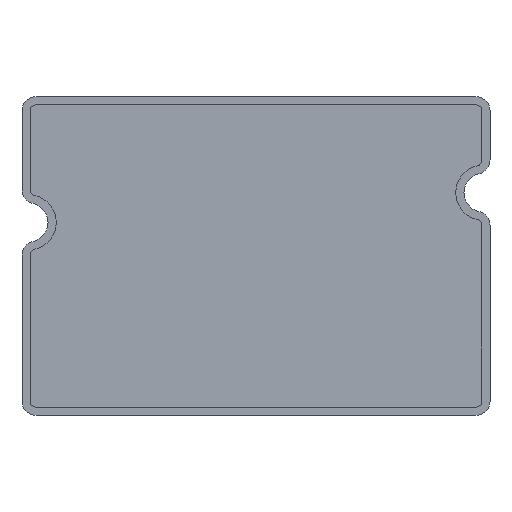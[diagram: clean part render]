
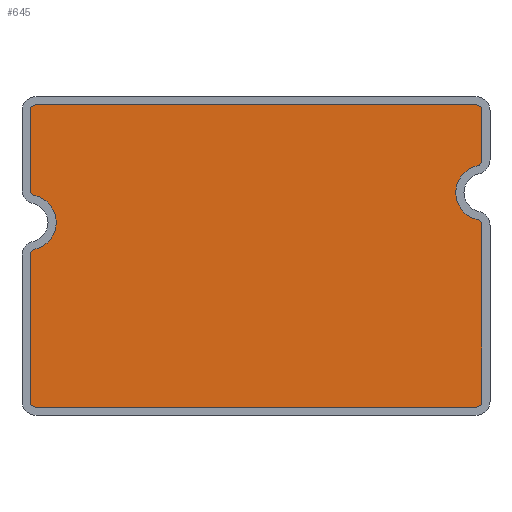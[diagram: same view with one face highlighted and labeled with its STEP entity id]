
A CAD part, top view. The second image highlights one B-rep face of the part: STEP entity #645.
In plain terms, the highlighted planar face has unit normal (0, 0, 1).
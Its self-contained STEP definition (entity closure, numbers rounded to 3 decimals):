
#17=CIRCLE('',#682,0.8);
#19=CIRCLE('',#686,0.8);
#21=CIRCLE('',#690,0.8);
#23=CIRCLE('',#693,3.7);
#25=CIRCLE('',#696,0.8);
#27=CIRCLE('',#700,0.8);
#29=CIRCLE('',#704,0.8);
#31=CIRCLE('',#708,0.8);
#33=CIRCLE('',#711,3.7);
#35=CIRCLE('',#714,0.8);
#93=FACE_OUTER_BOUND('',#129,.T.);
#129=EDGE_LOOP('',(#485,#486,#487,#488,#489,#490,#491,#492,#493,#494,#495,
#496,#497,#498,#499,#500));
#149=LINE('',#970,#205);
#154=LINE('',#984,#210);
#158=LINE('',#996,#214);
#164=LINE('',#1020,#220);
#168=LINE('',#1032,#224);
#172=LINE('',#1044,#228);
#205=VECTOR('',#760,10.);
#210=VECTOR('',#773,10.);
#214=VECTOR('',#785,10.);
#220=VECTOR('',#811,10.);
#224=VECTOR('',#823,10.);
#228=VECTOR('',#835,10.);
#261=VERTEX_POINT('',#968);
#262=VERTEX_POINT('',#969);
#265=VERTEX_POINT('',#977);
#267=VERTEX_POINT('',#983);
#269=VERTEX_POINT('',#989);
#271=VERTEX_POINT('',#995);
#273=VERTEX_POINT('',#1001);
#275=VERTEX_POINT('',#1007);
#277=VERTEX_POINT('',#1013);
#279=VERTEX_POINT('',#1019);
#281=VERTEX_POINT('',#1025);
#283=VERTEX_POINT('',#1031);
#285=VERTEX_POINT('',#1037);
#287=VERTEX_POINT('',#1043);
#289=VERTEX_POINT('',#1049);
#291=VERTEX_POINT('',#1055);
#325=EDGE_CURVE('',#261,#262,#149,.T.);
#329=EDGE_CURVE('',#262,#265,#17,.T.);
#332=EDGE_CURVE('',#265,#267,#154,.T.);
#335=EDGE_CURVE('',#267,#269,#19,.T.);
#338=EDGE_CURVE('',#269,#271,#158,.T.);
#341=EDGE_CURVE('',#271,#273,#21,.T.);
#344=EDGE_CURVE('',#275,#273,#23,.T.);
#347=EDGE_CURVE('',#275,#277,#25,.T.);
#350=EDGE_CURVE('',#277,#279,#164,.T.);
#353=EDGE_CURVE('',#279,#281,#27,.T.);
#356=EDGE_CURVE('',#281,#283,#168,.T.);
#359=EDGE_CURVE('',#283,#285,#29,.T.);
#362=EDGE_CURVE('',#285,#287,#172,.T.);
#365=EDGE_CURVE('',#287,#289,#31,.T.);
#368=EDGE_CURVE('',#291,#289,#33,.T.);
#371=EDGE_CURVE('',#291,#261,#35,.T.);
#485=ORIENTED_EDGE('',*,*,#371,.T.);
#486=ORIENTED_EDGE('',*,*,#325,.T.);
#487=ORIENTED_EDGE('',*,*,#329,.T.);
#488=ORIENTED_EDGE('',*,*,#332,.T.);
#489=ORIENTED_EDGE('',*,*,#335,.T.);
#490=ORIENTED_EDGE('',*,*,#338,.T.);
#491=ORIENTED_EDGE('',*,*,#341,.T.);
#492=ORIENTED_EDGE('',*,*,#344,.F.);
#493=ORIENTED_EDGE('',*,*,#347,.T.);
#494=ORIENTED_EDGE('',*,*,#350,.T.);
#495=ORIENTED_EDGE('',*,*,#353,.T.);
#496=ORIENTED_EDGE('',*,*,#356,.T.);
#497=ORIENTED_EDGE('',*,*,#359,.T.);
#498=ORIENTED_EDGE('',*,*,#362,.T.);
#499=ORIENTED_EDGE('',*,*,#365,.T.);
#500=ORIENTED_EDGE('',*,*,#368,.F.);
#619=PLANE('',#716);
#645=ADVANCED_FACE('',(#93),#619,.T.);
#682=AXIS2_PLACEMENT_3D('',#978,#766,#767);
#686=AXIS2_PLACEMENT_3D('',#990,#778,#779);
#690=AXIS2_PLACEMENT_3D('',#1002,#790,#791);
#693=AXIS2_PLACEMENT_3D('',#1008,#797,#798);
#696=AXIS2_PLACEMENT_3D('',#1014,#804,#805);
#700=AXIS2_PLACEMENT_3D('',#1026,#816,#817);
#704=AXIS2_PLACEMENT_3D('',#1038,#828,#829);
#708=AXIS2_PLACEMENT_3D('',#1050,#840,#841);
#711=AXIS2_PLACEMENT_3D('',#1056,#847,#848);
#714=AXIS2_PLACEMENT_3D('',#1061,#854,#855);
#716=AXIS2_PLACEMENT_3D('',#1063,#858,#859);
#760=DIRECTION('',(0.,-1.,0.));
#766=DIRECTION('center_axis',(0.,0.,1.));
#767=DIRECTION('ref_axis',(-1.,0.,0.));
#773=DIRECTION('',(1.,0.,0.));
#778=DIRECTION('center_axis',(0.,0.,1.));
#779=DIRECTION('ref_axis',(0.,-1.,0.));
#785=DIRECTION('',(0.,1.,0.));
#790=DIRECTION('center_axis',(0.,0.,1.));
#791=DIRECTION('ref_axis',(1.,0.,0.));
#797=DIRECTION('center_axis',(0.,0.,1.));
#798=DIRECTION('ref_axis',(-0.222,0.975,0.));
#804=DIRECTION('center_axis',(0.,0.,1.));
#805=DIRECTION('ref_axis',(0.222,-0.975,0.));
#811=DIRECTION('',(0.,1.,0.));
#816=DIRECTION('center_axis',(0.,0.,1.));
#817=DIRECTION('ref_axis',(1.,0.,0.));
#823=DIRECTION('',(-1.,0.,0.));
#828=DIRECTION('center_axis',(0.,0.,1.));
#829=DIRECTION('ref_axis',(0.,1.,0.));
#835=DIRECTION('',(0.,-1.,0.));
#840=DIRECTION('center_axis',(0.,0.,1.));
#841=DIRECTION('ref_axis',(-1.,0.,0.));
#847=DIRECTION('center_axis',(0.,0.,1.));
#848=DIRECTION('ref_axis',(0.222,-0.975,0.));
#854=DIRECTION('center_axis',(0.,0.,1.));
#855=DIRECTION('ref_axis',(-0.222,0.975,0.));
#858=DIRECTION('center_axis',(0.,0.,1.));
#859=DIRECTION('ref_axis',(-1.,0.,0.));
#968=CARTESIAN_POINT('',(-30.3,0.113,23.525));
#969=CARTESIAN_POINT('',(-30.3,-19.5,23.525));
#970=CARTESIAN_POINT('',(-30.3,0.113,23.525));
#977=CARTESIAN_POINT('',(-29.5,-20.3,23.525));
#978=CARTESIAN_POINT('Origin',(-29.5,-19.5,23.525));
#983=CARTESIAN_POINT('',(29.5,-20.3,23.525));
#984=CARTESIAN_POINT('',(-29.5,-20.3,23.525));
#989=CARTESIAN_POINT('',(30.3,-19.5,23.525));
#990=CARTESIAN_POINT('Origin',(29.5,-19.5,23.525));
#995=CARTESIAN_POINT('',(30.3,4.113,23.525));
#996=CARTESIAN_POINT('',(30.3,-19.5,23.525));
#1001=CARTESIAN_POINT('',(29.678,4.893,23.525));
#1002=CARTESIAN_POINT('Origin',(29.5,4.113,23.525));
#1007=CARTESIAN_POINT('',(29.678,12.107,23.525));
#1008=CARTESIAN_POINT('Origin',(30.5,8.5,23.525));
#1013=CARTESIAN_POINT('',(30.3,12.887,23.525));
#1014=CARTESIAN_POINT('Origin',(29.5,12.887,23.525));
#1019=CARTESIAN_POINT('',(30.3,19.5,23.525));
#1020=CARTESIAN_POINT('',(30.3,12.887,23.525));
#1025=CARTESIAN_POINT('',(29.5,20.3,23.525));
#1026=CARTESIAN_POINT('Origin',(29.5,19.5,23.525));
#1031=CARTESIAN_POINT('',(-29.5,20.3,23.525));
#1032=CARTESIAN_POINT('',(29.5,20.3,23.525));
#1037=CARTESIAN_POINT('',(-30.3,19.5,23.525));
#1038=CARTESIAN_POINT('Origin',(-29.5,19.5,23.525));
#1043=CARTESIAN_POINT('',(-30.3,8.887,23.525));
#1044=CARTESIAN_POINT('',(-30.3,19.5,23.525));
#1049=CARTESIAN_POINT('',(-29.678,8.107,23.525));
#1050=CARTESIAN_POINT('Origin',(-29.5,8.887,23.525));
#1055=CARTESIAN_POINT('',(-29.678,0.893,23.525));
#1056=CARTESIAN_POINT('Origin',(-30.5,4.5,23.525));
#1061=CARTESIAN_POINT('Origin',(-29.5,0.113,23.525));
#1063=CARTESIAN_POINT('Origin',(0.,0.,23.525));
